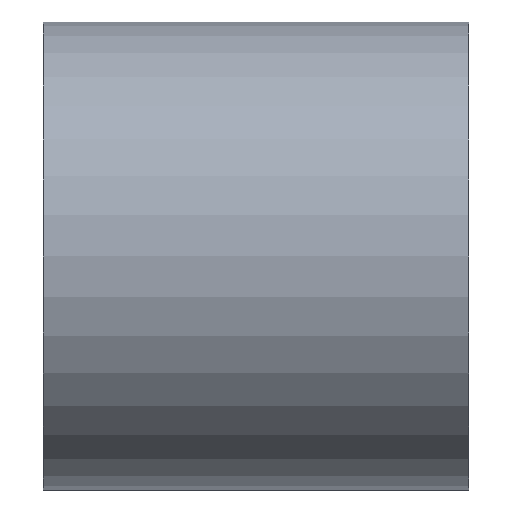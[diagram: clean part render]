
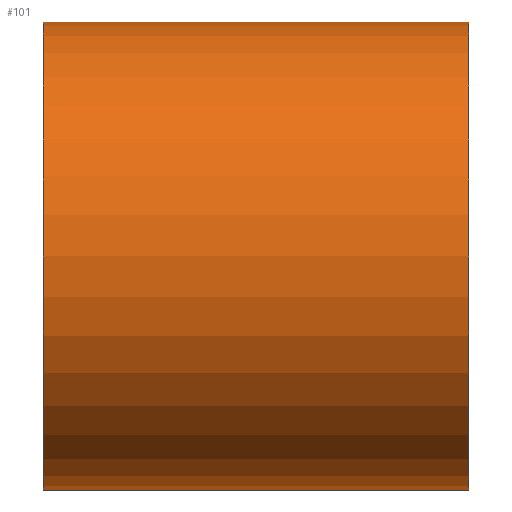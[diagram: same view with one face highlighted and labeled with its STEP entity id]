
A CAD part, front view. The second image highlights one B-rep face of the part: STEP entity #101.
In plain terms, the highlighted cylindrical face has radius 5.5 mm (diameter 11 mm), a partial arc.
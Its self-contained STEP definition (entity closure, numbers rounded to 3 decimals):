
#1 = CARTESIAN_POINT ( 'NONE',  ( 10., 0., 5.5 ) ) ;
#9 = EDGE_CURVE ( 'NONE', #163, #41, #21, .T. ) ;
#11 = LINE ( 'NONE', #89, #90 ) ;
#18 = ORIENTED_EDGE ( 'NONE', *, *, #206, .F. ) ;
#21 = LINE ( 'NONE', #1, #129 ) ;
#40 = EDGE_LOOP ( 'NONE', ( #18, #94, #179, #217 ) ) ;
#41 = VERTEX_POINT ( 'NONE', #122 ) ;
#43 = CYLINDRICAL_SURFACE ( 'NONE', #50, 5.5 ) ;
#50 = AXIS2_PLACEMENT_3D ( 'NONE', #123, #138, #60 ) ;
#53 = DIRECTION ( 'NONE',  ( 0., 0., -1. ) ) ;
#60 = DIRECTION ( 'NONE',  ( 0., 0., 1. ) ) ;
#70 = CARTESIAN_POINT ( 'NONE',  ( 10., 0., -5.5 ) ) ;
#75 = CARTESIAN_POINT ( 'NONE',  ( 10., 0., 0. ) ) ;
#78 = AXIS2_PLACEMENT_3D ( 'NONE', #87, #184, #102 ) ;
#81 = DIRECTION ( 'NONE',  ( -1., 0., 0. ) ) ;
#87 = CARTESIAN_POINT ( 'NONE',  ( 0., 0., 0. ) ) ;
#89 = CARTESIAN_POINT ( 'NONE',  ( 10., 0., -5.5 ) ) ;
#90 = VECTOR ( 'NONE', #169, 1000. ) ;
#94 = ORIENTED_EDGE ( 'NONE', *, *, #221, .F. ) ;
#100 = FACE_OUTER_BOUND ( 'NONE', #40, .T. ) ;
#101 = ADVANCED_FACE ( 'NONE', ( #100 ), #43, .T. ) ;
#102 = DIRECTION ( 'NONE',  ( 0., 0., -1. ) ) ;
#117 = EDGE_CURVE ( 'NONE', #41, #220, #156, .T. ) ;
#120 = VERTEX_POINT ( 'NONE', #70 ) ;
#122 = CARTESIAN_POINT ( 'NONE',  ( 0., 0., 5.5 ) ) ;
#123 = CARTESIAN_POINT ( 'NONE',  ( 10., 0., 0. ) ) ;
#129 = VECTOR ( 'NONE', #81, 1000. ) ;
#138 = DIRECTION ( 'NONE',  ( -1., 0., 0. ) ) ;
#153 = DIRECTION ( 'NONE',  ( 1., 0., 0. ) ) ;
#156 = CIRCLE ( 'NONE', #78, 5.5 ) ;
#163 = VERTEX_POINT ( 'NONE', #245 ) ;
#169 = DIRECTION ( 'NONE',  ( -1., 0., 0. ) ) ;
#176 = AXIS2_PLACEMENT_3D ( 'NONE', #75, #153, #53 ) ;
#179 = ORIENTED_EDGE ( 'NONE', *, *, #9, .T. ) ;
#184 = DIRECTION ( 'NONE',  ( 1., 0., 0. ) ) ;
#206 = EDGE_CURVE ( 'NONE', #120, #220, #11, .T. ) ;
#217 = ORIENTED_EDGE ( 'NONE', *, *, #117, .T. ) ;
#219 = CIRCLE ( 'NONE', #176, 5.5 ) ;
#220 = VERTEX_POINT ( 'NONE', #247 ) ;
#221 = EDGE_CURVE ( 'NONE', #163, #120, #219, .T. ) ;
#245 = CARTESIAN_POINT ( 'NONE',  ( 10., 0., 5.5 ) ) ;
#247 = CARTESIAN_POINT ( 'NONE',  ( 0., 0., -5.5 ) ) ;
